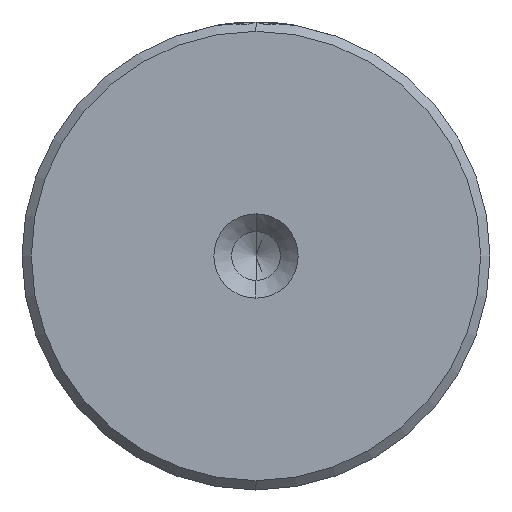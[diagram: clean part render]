
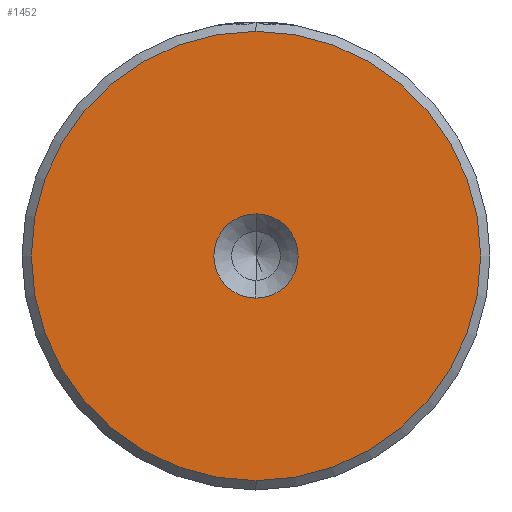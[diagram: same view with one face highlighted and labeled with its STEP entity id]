
A CAD part, left-side view. The second image highlights one B-rep face of the part: STEP entity #1452.
In plain terms, the highlighted planar face has unit normal (-1, 0, 0).
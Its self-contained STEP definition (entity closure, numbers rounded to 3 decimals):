
#32 = DIRECTION ( 'NONE',  ( -1., 0., 0. ) ) ;
#69 = AXIS2_PLACEMENT_3D ( 'NONE', #751, #739, #1459 ) ;
#98 = EDGE_CURVE ( 'NONE', #775, #294, #1470, .T. ) ;
#126 = DIRECTION ( 'NONE',  ( 0., 0., 1. ) ) ;
#132 = DIRECTION ( 'NONE',  ( -1., 0., 0. ) ) ;
#138 = CARTESIAN_POINT ( 'NONE',  ( 0., 0., 0. ) ) ;
#241 = ORIENTED_EDGE ( 'NONE', *, *, #263, .F. ) ;
#263 = EDGE_CURVE ( 'NONE', #294, #775, #2156, .T. ) ;
#294 = VERTEX_POINT ( 'NONE', #1337 ) ;
#360 = DIRECTION ( 'NONE',  ( -1., 0., 0. ) ) ;
#403 = ORIENTED_EDGE ( 'NONE', *, *, #98, .F. ) ;
#517 = DIRECTION ( 'NONE',  ( 0., 0., 1. ) ) ;
#562 = EDGE_LOOP ( 'NONE', ( #241, #403 ) ) ;
#665 = FACE_BOUND ( 'NONE', #562, .T. ) ;
#673 = CARTESIAN_POINT ( 'NONE',  ( 0., 0., 12. ) ) ;
#739 = DIRECTION ( 'NONE',  ( -1., 0., 0. ) ) ;
#751 = CARTESIAN_POINT ( 'NONE',  ( 0., 0., 0. ) ) ;
#766 = AXIS2_PLACEMENT_3D ( 'NONE', #1455, #1636, #517 ) ;
#775 = VERTEX_POINT ( 'NONE', #2033 ) ;
#844 = AXIS2_PLACEMENT_3D ( 'NONE', #1181, #32, #1370 ) ;
#1135 = AXIS2_PLACEMENT_3D ( 'NONE', #1482, #360, #1672 ) ;
#1181 = CARTESIAN_POINT ( 'NONE',  ( 0., 0., 0. ) ) ;
#1195 = ORIENTED_EDGE ( 'NONE', *, *, #1772, .T. ) ;
#1207 = AXIS2_PLACEMENT_3D ( 'NONE', #138, #132, #126 ) ;
#1278 = PLANE ( 'NONE',  #766 ) ;
#1337 = CARTESIAN_POINT ( 'NONE',  ( 0., 0., 2.25 ) ) ;
#1370 = DIRECTION ( 'NONE',  ( 0., 0., 1. ) ) ;
#1452 = ADVANCED_FACE ( 'NONE', ( #1653, #665 ), #1278, .T. ) ;
#1455 = CARTESIAN_POINT ( 'NONE',  ( 0., 0., 0. ) ) ;
#1459 = DIRECTION ( 'NONE',  ( 0., 0., 1. ) ) ;
#1470 = CIRCLE ( 'NONE', #1207, 2.25 ) ;
#1482 = CARTESIAN_POINT ( 'NONE',  ( 0., 0., 0. ) ) ;
#1567 = EDGE_CURVE ( 'NONE', #2376, #2070, #2076, .T. ) ;
#1583 = EDGE_LOOP ( 'NONE', ( #1925, #1195 ) ) ;
#1636 = DIRECTION ( 'NONE',  ( -1., 0., 0. ) ) ;
#1653 = FACE_OUTER_BOUND ( 'NONE', #1583, .T. ) ;
#1672 = DIRECTION ( 'NONE',  ( 0., 0., 1. ) ) ;
#1715 = CARTESIAN_POINT ( 'NONE',  ( 0., 0., -12. ) ) ;
#1736 = CIRCLE ( 'NONE', #844, 12. ) ;
#1772 = EDGE_CURVE ( 'NONE', #2070, #2376, #1736, .T. ) ;
#1925 = ORIENTED_EDGE ( 'NONE', *, *, #1567, .T. ) ;
#2033 = CARTESIAN_POINT ( 'NONE',  ( 0., 0., -2.25 ) ) ;
#2070 = VERTEX_POINT ( 'NONE', #673 ) ;
#2076 = CIRCLE ( 'NONE', #1135, 12. ) ;
#2156 = CIRCLE ( 'NONE', #69, 2.25 ) ;
#2376 = VERTEX_POINT ( 'NONE', #1715 ) ;
